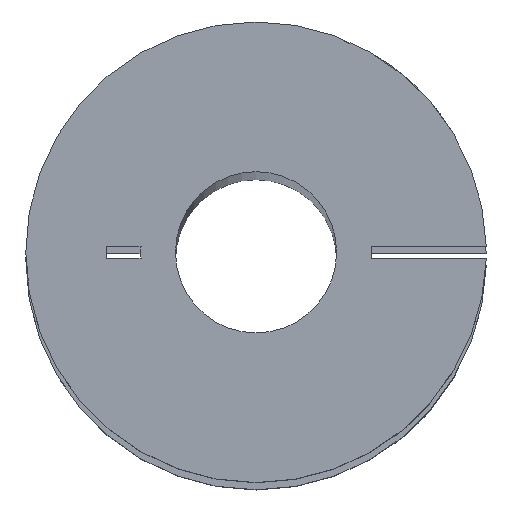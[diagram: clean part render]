
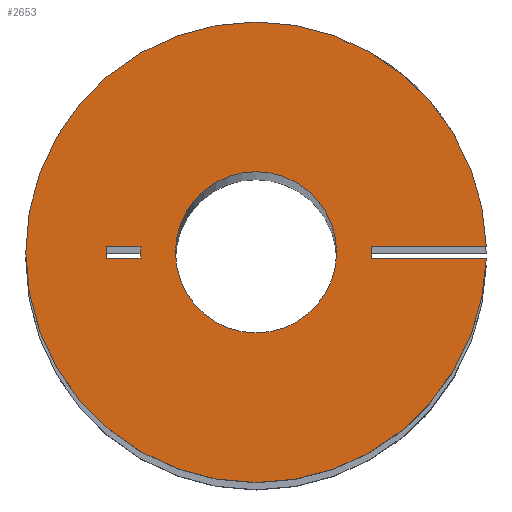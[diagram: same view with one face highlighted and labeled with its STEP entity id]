
A CAD part, top view. The second image highlights one B-rep face of the part: STEP entity #2653.
In plain terms, the highlighted face is planar.
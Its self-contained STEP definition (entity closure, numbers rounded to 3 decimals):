
#10 = ORIENTED_EDGE ( 'NONE', *, *, #2953, .T. ) ;
#14 = DIRECTION ( 'NONE',  ( 0., 1., 0. ) ) ;
#26 = AXIS2_PLACEMENT_3D ( 'NONE', #563, #581, #2464 ) ;
#27 = LINE ( 'NONE', #2867, #2411 ) ;
#48 = ORIENTED_EDGE ( 'NONE', *, *, #2426, .T. ) ;
#119 = FACE_OUTER_BOUND ( 'NONE', #871, .T. ) ;
#134 = AXIS2_PLACEMENT_3D ( 'NONE', #2319, #913, #930 ) ;
#160 = ORIENTED_EDGE ( 'NONE', *, *, #833, .F. ) ;
#172 = CIRCLE ( 'NONE', #1909, 10. ) ;
#183 = AXIS2_PLACEMENT_3D ( 'NONE', #2605, #1913, #14 ) ;
#214 = ORIENTED_EDGE ( 'NONE', *, *, #861, .T. ) ;
#233 = CARTESIAN_POINT ( 'NONE',  ( 9.987, 0.5, -400. ) ) ;
#294 = VERTEX_POINT ( 'NONE', #753 ) ;
#307 = CARTESIAN_POINT ( 'NONE',  ( -5., 0.5, -400. ) ) ;
#415 = DIRECTION ( 'NONE',  ( 0., 0., 1. ) ) ;
#513 = VECTOR ( 'NONE', #1914, 1000. ) ;
#527 = CIRCLE ( 'NONE', #920, 10. ) ;
#563 = CARTESIAN_POINT ( 'NONE',  ( 0., 0., -400. ) ) ;
#572 = CIRCLE ( 'NONE', #2298, 20. ) ;
#579 = EDGE_CURVE ( 'NONE', #2949, #880, #1470, .T. ) ;
#581 = DIRECTION ( 'NONE',  ( 0., 0., -1. ) ) ;
#603 = CARTESIAN_POINT ( 'NONE',  ( 0., 0., -400. ) ) ;
#619 = EDGE_CURVE ( 'NONE', #294, #2796, #27, .T. ) ;
#654 = EDGE_CURVE ( 'NONE', #880, #2949, #1222, .T. ) ;
#655 = CARTESIAN_POINT ( 'NONE',  ( -13., -0.5, -400. ) ) ;
#677 = VECTOR ( 'NONE', #1643, 1000. ) ;
#707 = LINE ( 'NONE', #3051, #677 ) ;
#753 = CARTESIAN_POINT ( 'NONE',  ( -13., 0.5, -400. ) ) ;
#819 = VERTEX_POINT ( 'NONE', #1503 ) ;
#826 = CARTESIAN_POINT ( 'NONE',  ( 0., 7., -400. ) ) ;
#833 = EDGE_CURVE ( 'NONE', #2508, #2035, #172, .T. ) ;
#861 = EDGE_CURVE ( 'NONE', #1158, #2437, #572, .T. ) ;
#870 = ORIENTED_EDGE ( 'NONE', *, *, #619, .T. ) ;
#871 = EDGE_LOOP ( 'NONE', ( #214, #10, #1826, #2507, #1442, #1676 ) ) ;
#879 = AXIS2_PLACEMENT_3D ( 'NONE', #1038, #2726, #1289 ) ;
#880 = VERTEX_POINT ( 'NONE', #826 ) ;
#913 = DIRECTION ( 'NONE',  ( 0., 0., 1. ) ) ;
#920 = AXIS2_PLACEMENT_3D ( 'NONE', #1858, #415, #1412 ) ;
#930 = DIRECTION ( 'NONE',  ( 0., 1., 0. ) ) ;
#932 = CARTESIAN_POINT ( 'NONE',  ( 19.994, 0.5, -400. ) ) ;
#977 = DIRECTION ( 'NONE',  ( -1., 0., 0. ) ) ;
#986 = EDGE_LOOP ( 'NONE', ( #48, #870, #1567, #160 ) ) ;
#1013 = LINE ( 'NONE', #1958, #2874 ) ;
#1038 = CARTESIAN_POINT ( 'NONE',  ( 0., 0., -400. ) ) ;
#1056 = AXIS2_PLACEMENT_3D ( 'NONE', #2717, #2039, #2520 ) ;
#1065 = VERTEX_POINT ( 'NONE', #233 ) ;
#1076 = FACE_BOUND ( 'NONE', #986, .T. ) ;
#1158 = VERTEX_POINT ( 'NONE', #1528 ) ;
#1222 = CIRCLE ( 'NONE', #183, 7. ) ;
#1230 = DIRECTION ( 'NONE',  ( 0., -1., 0. ) ) ;
#1236 = CARTESIAN_POINT ( 'NONE',  ( -9.987, 0.5, -400. ) ) ;
#1273 = DIRECTION ( 'NONE',  ( 0., 0., -1. ) ) ;
#1277 = FACE_BOUND ( 'NONE', #1770, .T. ) ;
#1287 = ORIENTED_EDGE ( 'NONE', *, *, #579, .T. ) ;
#1289 = DIRECTION ( 'NONE',  ( 0., 1., 0. ) ) ;
#1336 = VERTEX_POINT ( 'NONE', #2036 ) ;
#1412 = DIRECTION ( 'NONE',  ( 0., 1., 0. ) ) ;
#1442 = ORIENTED_EDGE ( 'NONE', *, *, #2829, .F. ) ;
#1470 = CIRCLE ( 'NONE', #134, 7. ) ;
#1503 = CARTESIAN_POINT ( 'NONE',  ( 9.987, -0.5, -400. ) ) ;
#1528 = CARTESIAN_POINT ( 'NONE',  ( 19.994, -0.5, -400. ) ) ;
#1533 = DIRECTION ( 'NONE',  ( 0., 1., 0. ) ) ;
#1567 = ORIENTED_EDGE ( 'NONE', *, *, #1962, .T. ) ;
#1643 = DIRECTION ( 'NONE',  ( -1., 0., 0. ) ) ;
#1676 = ORIENTED_EDGE ( 'NONE', *, *, #2519, .T. ) ;
#1721 = DIRECTION ( 'NONE',  ( 0., 1., 0. ) ) ;
#1722 = CARTESIAN_POINT ( 'NONE',  ( -9.987, -0.5, -400. ) ) ;
#1758 = ORIENTED_EDGE ( 'NONE', *, *, #654, .T. ) ;
#1770 = EDGE_LOOP ( 'NONE', ( #1758, #1287 ) ) ;
#1773 = PLANE ( 'NONE',  #1056 ) ;
#1826 = ORIENTED_EDGE ( 'NONE', *, *, #2003, .T. ) ;
#1858 = CARTESIAN_POINT ( 'NONE',  ( 0., 0., -400. ) ) ;
#1889 = CARTESIAN_POINT ( 'NONE',  ( -5., -0.5, -400. ) ) ;
#1908 = CARTESIAN_POINT ( 'NONE',  ( 0., -20., -400. ) ) ;
#1909 = AXIS2_PLACEMENT_3D ( 'NONE', #1980, #2451, #1721 ) ;
#1913 = DIRECTION ( 'NONE',  ( 0., 0., 1. ) ) ;
#1914 = DIRECTION ( 'NONE',  ( 1., 0., 0. ) ) ;
#1958 = CARTESIAN_POINT ( 'NONE',  ( -5., -0.5, -400. ) ) ;
#1962 = EDGE_CURVE ( 'NONE', #2796, #2035, #2882, .T. ) ;
#1980 = CARTESIAN_POINT ( 'NONE',  ( 0., 0., -400. ) ) ;
#2003 = EDGE_CURVE ( 'NONE', #1336, #2736, #2945, .T. ) ;
#2035 = VERTEX_POINT ( 'NONE', #1722 ) ;
#2036 = CARTESIAN_POINT ( 'NONE',  ( 0., 20., -400. ) ) ;
#2039 = DIRECTION ( 'NONE',  ( 0., 0., -1. ) ) ;
#2104 = CIRCLE ( 'NONE', #26, 20. ) ;
#2298 = AXIS2_PLACEMENT_3D ( 'NONE', #603, #1273, #1533 ) ;
#2319 = CARTESIAN_POINT ( 'NONE',  ( 0., 0., -400. ) ) ;
#2390 = LINE ( 'NONE', #307, #2590 ) ;
#2411 = VECTOR ( 'NONE', #1230, 1000. ) ;
#2426 = EDGE_CURVE ( 'NONE', #2508, #294, #2390, .T. ) ;
#2436 = CARTESIAN_POINT ( 'NONE',  ( 0., -7., -400. ) ) ;
#2437 = VERTEX_POINT ( 'NONE', #1908 ) ;
#2451 = DIRECTION ( 'NONE',  ( 0., 0., 1. ) ) ;
#2464 = DIRECTION ( 'NONE',  ( 0., 1., 0. ) ) ;
#2507 = ORIENTED_EDGE ( 'NONE', *, *, #2682, .T. ) ;
#2508 = VERTEX_POINT ( 'NONE', #1236 ) ;
#2519 = EDGE_CURVE ( 'NONE', #819, #1158, #1013, .T. ) ;
#2520 = DIRECTION ( 'NONE',  ( 1., 0., 0. ) ) ;
#2590 = VECTOR ( 'NONE', #977, 1000. ) ;
#2605 = CARTESIAN_POINT ( 'NONE',  ( 0., 0., -400. ) ) ;
#2653 = ADVANCED_FACE ( 'NONE', ( #1076, #1277, #119 ), #1773, .T. ) ;
#2682 = EDGE_CURVE ( 'NONE', #2736, #1065, #707, .T. ) ;
#2717 = CARTESIAN_POINT ( 'NONE',  ( -5., 0., -400. ) ) ;
#2726 = DIRECTION ( 'NONE',  ( 0., 0., -1. ) ) ;
#2736 = VERTEX_POINT ( 'NONE', #932 ) ;
#2796 = VERTEX_POINT ( 'NONE', #655 ) ;
#2829 = EDGE_CURVE ( 'NONE', #819, #1065, #527, .T. ) ;
#2867 = CARTESIAN_POINT ( 'NONE',  ( -13., -0.5, -400. ) ) ;
#2874 = VECTOR ( 'NONE', #2898, 1000. ) ;
#2882 = LINE ( 'NONE', #1889, #513 ) ;
#2898 = DIRECTION ( 'NONE',  ( 1., 0., 0. ) ) ;
#2945 = CIRCLE ( 'NONE', #879, 20. ) ;
#2949 = VERTEX_POINT ( 'NONE', #2436 ) ;
#2953 = EDGE_CURVE ( 'NONE', #2437, #1336, #2104, .T. ) ;
#3051 = CARTESIAN_POINT ( 'NONE',  ( -5., 0.5, -400. ) ) ;
